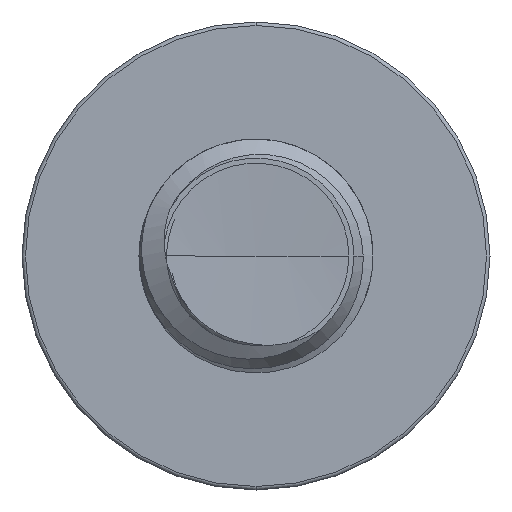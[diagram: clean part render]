
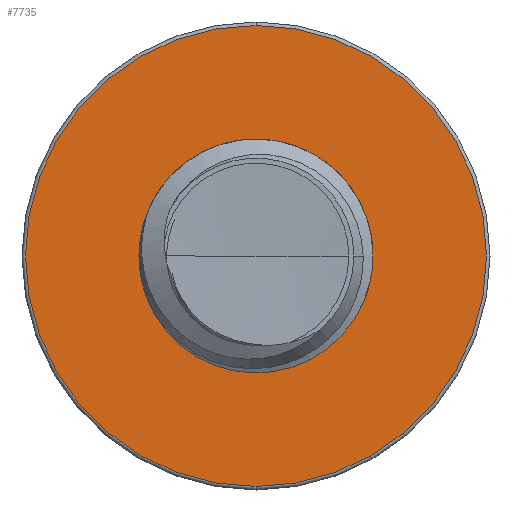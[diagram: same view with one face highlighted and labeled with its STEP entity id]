
A CAD part, front view. The second image highlights one B-rep face of the part: STEP entity #7735.
In plain terms, the highlighted planar face has unit normal (0, -1, 0).
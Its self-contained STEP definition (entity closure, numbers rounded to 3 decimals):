
#4 = CIRCLE ( 'NONE', #6000, 1.576 ) ;
#128 = DIRECTION ( 'NONE',  ( 0., 0., -1. ) ) ;
#231 = EDGE_LOOP ( 'NONE', ( #10874, #819 ) ) ;
#819 = ORIENTED_EDGE ( 'NONE', *, *, #5466, .T. ) ;
#892 = EDGE_LOOP ( 'NONE', ( #6231, #8770 ) ) ;
#1613 = VERTEX_POINT ( 'NONE', #4710 ) ;
#1649 = AXIS2_PLACEMENT_3D ( 'NONE', #4682, #14406, #6145 ) ;
#2895 = DIRECTION ( 'NONE',  ( 0., -1., 0. ) ) ;
#3093 = VERTEX_POINT ( 'NONE', #13441 ) ;
#3531 = CIRCLE ( 'NONE', #12136, 0.786 ) ;
#4321 = PLANE ( 'NONE',  #15123 ) ;
#4682 = CARTESIAN_POINT ( 'NONE',  ( 0., 3., 0. ) ) ;
#4710 = CARTESIAN_POINT ( 'NONE',  ( 0., 3., -1.576 ) ) ;
#4764 = DIRECTION ( 'NONE',  ( 0., -1., 0. ) ) ;
#4907 = CIRCLE ( 'NONE', #1649, 0.786 ) ;
#5466 = EDGE_CURVE ( 'NONE', #3093, #1613, #4, .T. ) ;
#6000 = AXIS2_PLACEMENT_3D ( 'NONE', #11463, #2895, #12829 ) ;
#6145 = DIRECTION ( 'NONE',  ( 0., 0., -1. ) ) ;
#6223 = CARTESIAN_POINT ( 'NONE',  ( 0., 3., -0.786 ) ) ;
#6231 = ORIENTED_EDGE ( 'NONE', *, *, #7939, .F. ) ;
#6547 = CARTESIAN_POINT ( 'NONE',  ( 0., 3., 0.786 ) ) ;
#6829 = VERTEX_POINT ( 'NONE', #6223 ) ;
#7735 = ADVANCED_FACE ( 'NONE', ( #16329, #13252 ), #4321, .T. ) ;
#7939 = EDGE_CURVE ( 'NONE', #6829, #9886, #4907, .T. ) ;
#7971 = DIRECTION ( 'NONE',  ( 0., -1., 0. ) ) ;
#8325 = EDGE_CURVE ( 'NONE', #9886, #6829, #3531, .T. ) ;
#8736 = DIRECTION ( 'NONE',  ( 0., -1., 0. ) ) ;
#8770 = ORIENTED_EDGE ( 'NONE', *, *, #8325, .F. ) ;
#9886 = VERTEX_POINT ( 'NONE', #6547 ) ;
#10874 = ORIENTED_EDGE ( 'NONE', *, *, #16563, .T. ) ;
#11463 = CARTESIAN_POINT ( 'NONE',  ( 0., 3., 0. ) ) ;
#12136 = AXIS2_PLACEMENT_3D ( 'NONE', #16089, #7971, #17375 ) ;
#12829 = DIRECTION ( 'NONE',  ( 0., 0., -1. ) ) ;
#12928 = AXIS2_PLACEMENT_3D ( 'NONE', #13179, #4764, #14480 ) ;
#13179 = CARTESIAN_POINT ( 'NONE',  ( 0., 3., 0. ) ) ;
#13252 = FACE_BOUND ( 'NONE', #892, .T. ) ;
#13441 = CARTESIAN_POINT ( 'NONE',  ( 0., 3., 1.576 ) ) ;
#13835 = CIRCLE ( 'NONE', #12928, 1.576 ) ;
#14406 = DIRECTION ( 'NONE',  ( 0., -1., 0. ) ) ;
#14480 = DIRECTION ( 'NONE',  ( 0., 0., -1. ) ) ;
#15123 = AXIS2_PLACEMENT_3D ( 'NONE', #16776, #8736, #128 ) ;
#16089 = CARTESIAN_POINT ( 'NONE',  ( 0., 3., 0. ) ) ;
#16329 = FACE_OUTER_BOUND ( 'NONE', #231, .T. ) ;
#16563 = EDGE_CURVE ( 'NONE', #1613, #3093, #13835, .T. ) ;
#16776 = CARTESIAN_POINT ( 'NONE',  ( 0., 3., 0.786 ) ) ;
#17375 = DIRECTION ( 'NONE',  ( 0., 0., -1. ) ) ;
